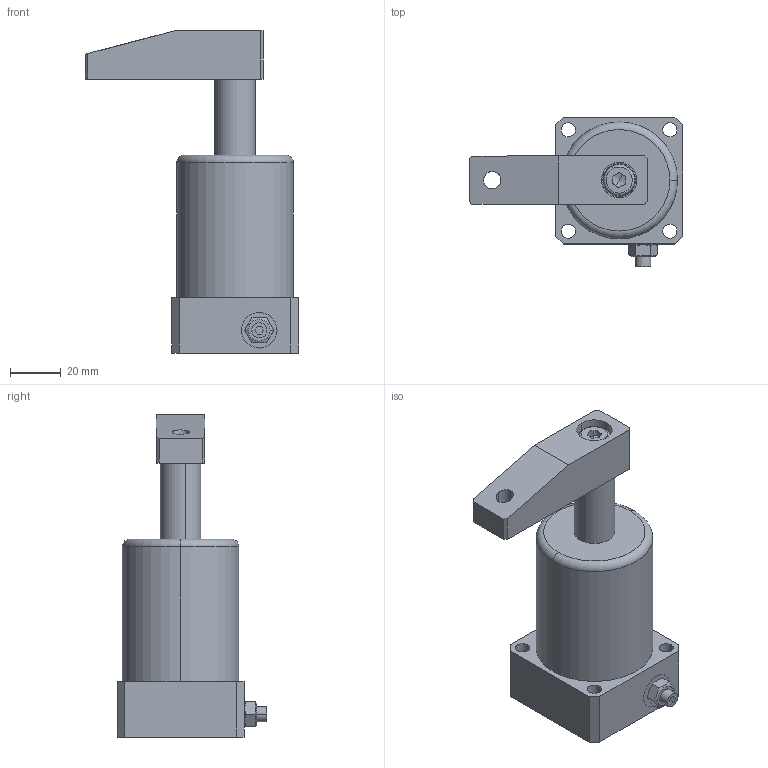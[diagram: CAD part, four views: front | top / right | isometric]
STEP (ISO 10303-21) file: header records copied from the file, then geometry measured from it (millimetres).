
FILE_DESCRIPTION (( 'STEP AP203' ), '1' );
FILE_NAME ('HASC-MF32S.STEP', '2019-10-14T10:40:08', ( '微软用户' ), ( '微软中国' ), 'SwSTEP 2.0', 'SolidWorks 2012', '' );
FILE_SCHEMA (( 'CONFIG_CONTROL_DESIGN' ));
Length unit declared in the file: millimetre
Products named in the file (6): HASC-MF32S; 覃誹蹟譫; hex lobular socket head cap screws-4.8 gb_GB_HEXAGON_TYPE21 M8X16-16-N; HASC-MF32S等旋; HASC-32S活塞杆; HASC-MF32掛极
Assembly tree (5 placements, depth 2):
  HASC-MF32S
    HASC-MF32掛极
    HASC-32S活塞杆
    HASC-MF32S等旋
    hex lobular socket head cap screws-4.8 gb_GB_HEXAGON_TYPE21 M8X16-16-N
    覃誹蹟譫
Bounding box: 84 x 59 x 127 mm (x, y, z)
Volume: 149826.1 mm3; surface area: 39615.6 mm2
Topology: 5 solids, 5 shells, 184 faces, 435 edges, 279 vertices
Faces by surface type: plane 92, cylinder 46, bspline 20, cone 14, torus 12
Entity records: 6787 total; most frequent: CARTESIAN_POINT 1964, ORIENTED_EDGE 858, DIRECTION 849, EDGE_CURVE 429, AXIS2_PLACEMENT_3D 300, VERTEX_POINT 279, VECTOR 249, LINE 249
